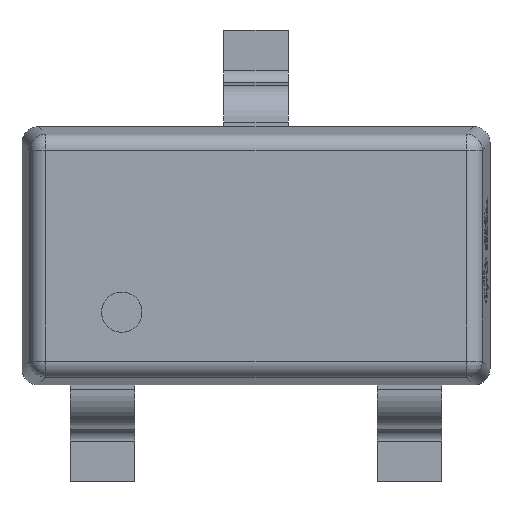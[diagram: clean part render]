
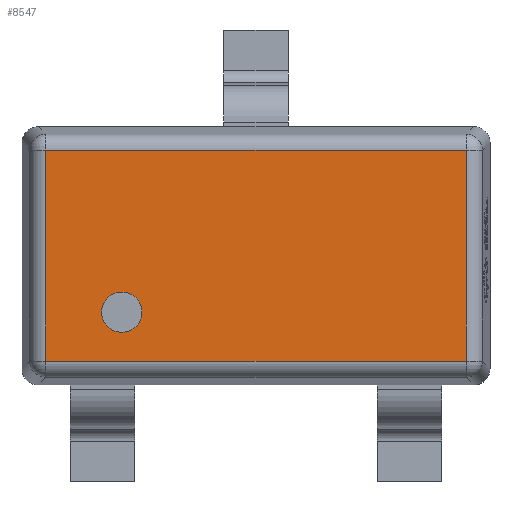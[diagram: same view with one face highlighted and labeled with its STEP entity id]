
A CAD part, top view. The second image highlights one B-rep face of the part: STEP entity #8547.
In plain terms, the highlighted planar face has unit normal (0, 0, 1).
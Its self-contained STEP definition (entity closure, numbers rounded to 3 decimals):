
#25 = DIRECTION ( 'NONE',  ( 0., 0., 1. ) ) ;
#367 = EDGE_CURVE ( 'NONE', #9045, #6762, #6544, .T. ) ;
#407 = LINE ( 'NONE', #1454, #7671 ) ;
#670 = CARTESIAN_POINT ( 'NONE',  ( 1.303, 0.653, 1.1 ) ) ;
#729 = DIRECTION ( 'NONE',  ( 0., 1., 0. ) ) ;
#871 = FACE_BOUND ( 'NONE', #5129, .T. ) ;
#1270 = CARTESIAN_POINT ( 'NONE',  ( 0., -0.653, 1.1 ) ) ;
#1454 = CARTESIAN_POINT ( 'NONE',  ( 0., 0.653, 1.1 ) ) ;
#1782 = ORIENTED_EDGE ( 'NONE', *, *, #8087, .T. ) ;
#2101 = ORIENTED_EDGE ( 'NONE', *, *, #2299, .T. ) ;
#2214 = AXIS2_PLACEMENT_3D ( 'NONE', #10932, #11983, #5171 ) ;
#2299 = EDGE_CURVE ( 'NONE', #6426, #8714, #12413, .T. ) ;
#2650 = AXIS2_PLACEMENT_3D ( 'NONE', #13358, #10029, #6389 ) ;
#3541 = PLANE ( 'NONE',  #3545 ) ;
#3545 = AXIS2_PLACEMENT_3D ( 'NONE', #11414, #25, #4602 ) ;
#4239 = LINE ( 'NONE', #14719, #10717 ) ;
#4485 = CARTESIAN_POINT ( 'NONE',  ( 1.303, -0.653, 1.1 ) ) ;
#4602 = DIRECTION ( 'NONE',  ( 1., 0., 0. ) ) ;
#4674 = DIRECTION ( 'NONE',  ( 0., -1., 0. ) ) ;
#4985 = EDGE_CURVE ( 'NONE', #6762, #9045, #6258, .T. ) ;
#5129 = EDGE_LOOP ( 'NONE', ( #9356, #10809 ) ) ;
#5171 = DIRECTION ( 'NONE',  ( 1., 0., 0. ) ) ;
#5459 = FACE_OUTER_BOUND ( 'NONE', #11611, .T. ) ;
#5790 = VECTOR ( 'NONE', #729, 1000. ) ;
#5868 = DIRECTION ( 'NONE',  ( 1., 0., 0. ) ) ;
#6258 = CIRCLE ( 'NONE', #2650, 0.125 ) ;
#6389 = DIRECTION ( 'NONE',  ( 1., 0., 0. ) ) ;
#6426 = VERTEX_POINT ( 'NONE', #4485 ) ;
#6544 = CIRCLE ( 'NONE', #2214, 0.125 ) ;
#6762 = VERTEX_POINT ( 'NONE', #7875 ) ;
#6905 = CARTESIAN_POINT ( 'NONE',  ( -1.303, -0.653, 1.1 ) ) ;
#6977 = LINE ( 'NONE', #1270, #8137 ) ;
#7671 = VECTOR ( 'NONE', #13230, 1000. ) ;
#7708 = CARTESIAN_POINT ( 'NONE',  ( 1.303, 0., 1.1 ) ) ;
#7875 = CARTESIAN_POINT ( 'NONE',  ( -0.956, -0.35, 1.1 ) ) ;
#8087 = EDGE_CURVE ( 'NONE', #8827, #8560, #4239, .T. ) ;
#8137 = VECTOR ( 'NONE', #5868, 1000. ) ;
#8547 = ADVANCED_FACE ( 'NONE', ( #871, #5459 ), #3541, .T. ) ;
#8560 = VERTEX_POINT ( 'NONE', #6905 ) ;
#8714 = VERTEX_POINT ( 'NONE', #670 ) ;
#8827 = VERTEX_POINT ( 'NONE', #13148 ) ;
#8831 = EDGE_CURVE ( 'NONE', #8714, #8827, #407, .T. ) ;
#9045 = VERTEX_POINT ( 'NONE', #9581 ) ;
#9183 = EDGE_CURVE ( 'NONE', #8560, #6426, #6977, .T. ) ;
#9356 = ORIENTED_EDGE ( 'NONE', *, *, #367, .F. ) ;
#9581 = CARTESIAN_POINT ( 'NONE',  ( -0.707, -0.35, 1.1 ) ) ;
#10029 = DIRECTION ( 'NONE',  ( 0., 0., 1. ) ) ;
#10717 = VECTOR ( 'NONE', #4674, 1000. ) ;
#10809 = ORIENTED_EDGE ( 'NONE', *, *, #4985, .F. ) ;
#10850 = ORIENTED_EDGE ( 'NONE', *, *, #9183, .T. ) ;
#10932 = CARTESIAN_POINT ( 'NONE',  ( -0.831, -0.35, 1.1 ) ) ;
#11414 = CARTESIAN_POINT ( 'NONE',  ( 0., 0., 1.1 ) ) ;
#11611 = EDGE_LOOP ( 'NONE', ( #2101, #11704, #1782, #10850 ) ) ;
#11704 = ORIENTED_EDGE ( 'NONE', *, *, #8831, .T. ) ;
#11983 = DIRECTION ( 'NONE',  ( 0., 0., 1. ) ) ;
#12413 = LINE ( 'NONE', #7708, #5790 ) ;
#13148 = CARTESIAN_POINT ( 'NONE',  ( -1.303, 0.653, 1.1 ) ) ;
#13230 = DIRECTION ( 'NONE',  ( -1., 0., 0. ) ) ;
#13358 = CARTESIAN_POINT ( 'NONE',  ( -0.831, -0.35, 1.1 ) ) ;
#14719 = CARTESIAN_POINT ( 'NONE',  ( -1.303, 0., 1.1 ) ) ;
